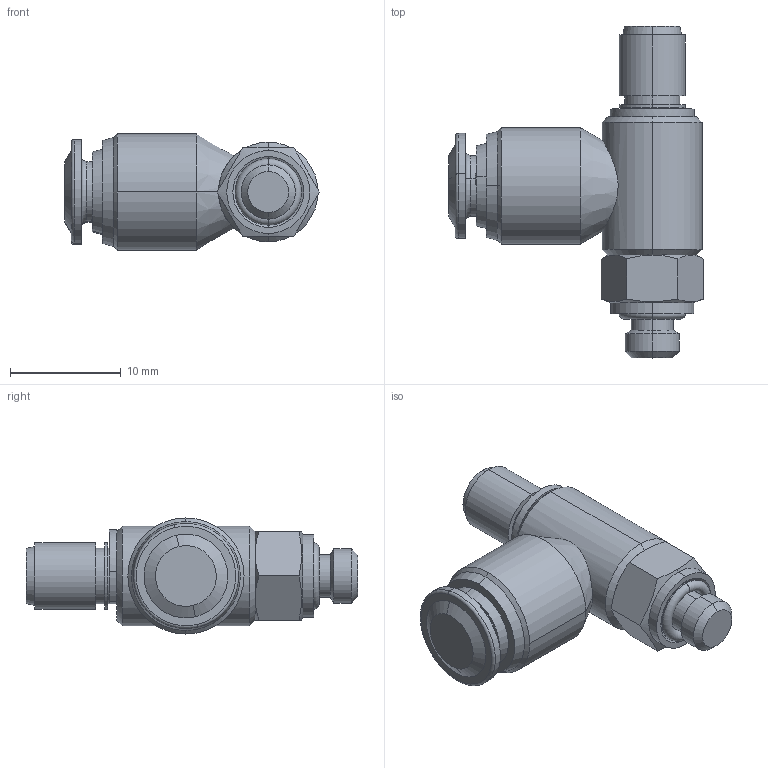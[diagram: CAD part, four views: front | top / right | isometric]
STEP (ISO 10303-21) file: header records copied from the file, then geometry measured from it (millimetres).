
FILE_DESCRIPTION (( 'STEP AP214' ), '1' );
FILE_NAME ('5791000002A.step', '2012-10-22T17:40:14', ( '' ), ( '' ), 'SwSTEP 2.0', 'SolidWorks 2012', '' );
FILE_SCHEMA (( 'AUTOMOTIVE_DESIGN' ));
Length unit declared in the file: millimetre
Products named in the file (1): 5791000002A
Bounding box: 23.02 x 30 x 10.5 mm (x, y, z)
Volume: 2371.3 mm3; surface area: 1492.6 mm2
Topology: 1 solids, 1 shells, 108 faces, 249 edges, 154 vertices
Faces by surface type: cone 32, cylinder 31, plane 31, torus 14
Entity records: 3644 total; most frequent: CARTESIAN_POINT 668, DIRECTION 587, ORIENTED_EDGE 498, AXIS2_PLACEMENT_3D 251, EDGE_CURVE 249, VERTEX_POINT 154, CIRCLE 142, EDGE_LOOP 121
